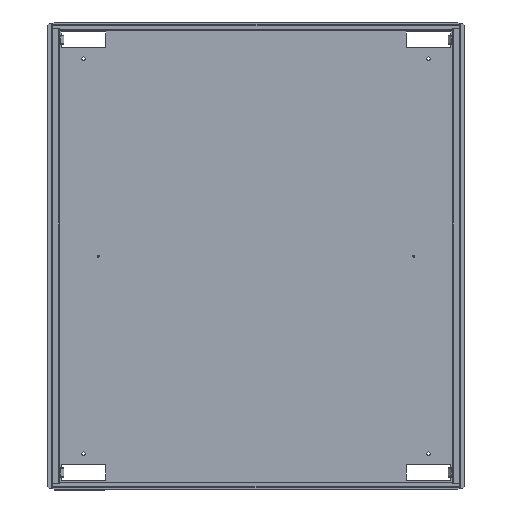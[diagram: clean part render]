
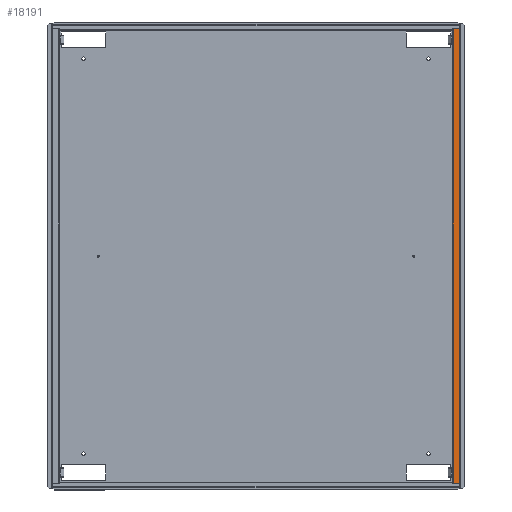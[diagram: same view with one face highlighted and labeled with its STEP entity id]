
A CAD part, top view. The second image highlights one B-rep face of the part: STEP entity #18191.
In plain terms, the highlighted planar face has unit normal (0, 0, 1).
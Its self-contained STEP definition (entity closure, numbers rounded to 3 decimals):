
#228 = DIRECTION ( 'NONE',  ( -1., 0., 0. ) ) ;
#1002 = VECTOR ( 'NONE', #228, 1000. ) ;
#1285 = LINE ( 'NONE', #10331, #17399 ) ;
#1322 = CARTESIAN_POINT ( 'NONE',  ( 1153., -2.5, 140. ) ) ;
#1511 = ORIENTED_EDGE ( 'NONE', *, *, #13086, .F. ) ;
#1651 = VERTEX_POINT ( 'NONE', #2205 ) ;
#1746 = ORIENTED_EDGE ( 'NONE', *, *, #8755, .T. ) ;
#2158 = LINE ( 'NONE', #17379, #2288 ) ;
#2205 = CARTESIAN_POINT ( 'NONE',  ( 1169.5, -2.5, 140. ) ) ;
#2288 = VECTOR ( 'NONE', #3536, 1000. ) ;
#3165 = FACE_OUTER_BOUND ( 'NONE', #17094, .T. ) ;
#3536 = DIRECTION ( 'NONE',  ( 0., -1., 0. ) ) ;
#4016 = EDGE_CURVE ( 'NONE', #1651, #12492, #16947, .T. ) ;
#4654 = LINE ( 'NONE', #9331, #15995 ) ;
#4656 = CARTESIAN_POINT ( 'NONE',  ( 0., 0., 140. ) ) ;
#8060 = VERTEX_POINT ( 'NONE', #8880 ) ;
#8755 = EDGE_CURVE ( 'NONE', #19027, #8060, #1285, .T. ) ;
#8880 = CARTESIAN_POINT ( 'NONE',  ( 1169.5, -1331.5, 140. ) ) ;
#9331 = CARTESIAN_POINT ( 'NONE',  ( 1153., -2.5, 140. ) ) ;
#10331 = CARTESIAN_POINT ( 'NONE',  ( 0., -1331.5, 140. ) ) ;
#10677 = ORIENTED_EDGE ( 'NONE', *, *, #4016, .T. ) ;
#10733 = DIRECTION ( 'NONE',  ( 0., 0., -1. ) ) ;
#12492 = VERTEX_POINT ( 'NONE', #1322 ) ;
#13086 = EDGE_CURVE ( 'NONE', #19027, #12492, #4654, .T. ) ;
#13218 = DIRECTION ( 'NONE',  ( 1., 0., 0. ) ) ;
#13823 = DIRECTION ( 'NONE',  ( -1., 0., 0. ) ) ;
#13963 = AXIS2_PLACEMENT_3D ( 'NONE', #4656, #10733, #13823 ) ;
#15995 = VECTOR ( 'NONE', #16913, 1000. ) ;
#16568 = CARTESIAN_POINT ( 'NONE',  ( 0., -2.5, 140. ) ) ;
#16913 = DIRECTION ( 'NONE',  ( 0., 1., 0. ) ) ;
#16947 = LINE ( 'NONE', #16568, #1002 ) ;
#17094 = EDGE_LOOP ( 'NONE', ( #17643, #10677, #1511, #1746 ) ) ;
#17379 = CARTESIAN_POINT ( 'NONE',  ( 1169.5, -2.5, 140. ) ) ;
#17399 = VECTOR ( 'NONE', #13218, 1000. ) ;
#17484 = EDGE_CURVE ( 'NONE', #1651, #8060, #2158, .T. ) ;
#17643 = ORIENTED_EDGE ( 'NONE', *, *, #17484, .F. ) ;
#18072 = CARTESIAN_POINT ( 'NONE',  ( 1153., -1331.5, 140. ) ) ;
#18191 = ADVANCED_FACE ( 'NONE', ( #3165 ), #18300, .F. ) ;
#18300 = PLANE ( 'NONE',  #13963 ) ;
#19027 = VERTEX_POINT ( 'NONE', #18072 ) ;
